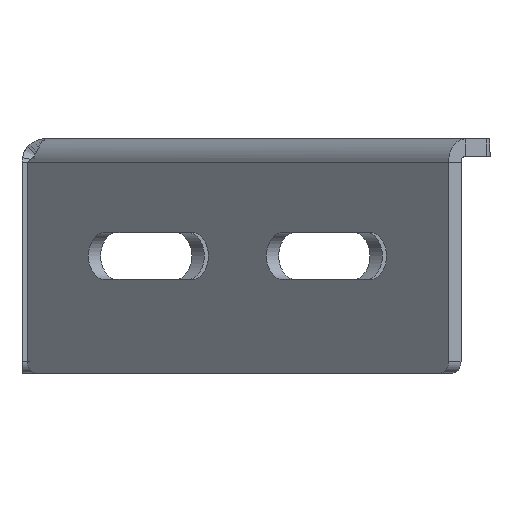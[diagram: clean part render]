
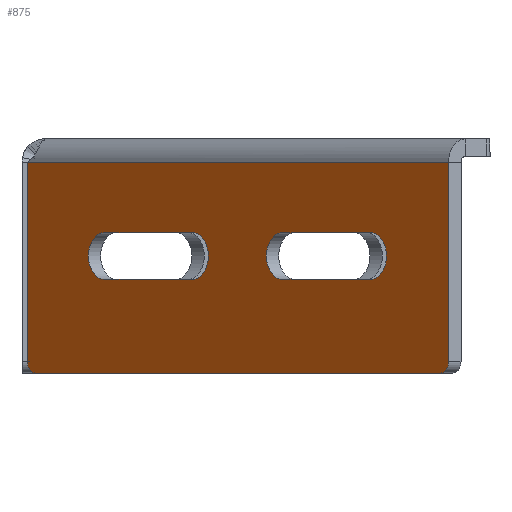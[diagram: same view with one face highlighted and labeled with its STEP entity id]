
A CAD part, front view. The second image highlights one B-rep face of the part: STEP entity #875.
In plain terms, the highlighted planar face has unit normal (-0.707, -0.707, 0).
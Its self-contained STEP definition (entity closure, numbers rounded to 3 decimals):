
#29 = CARTESIAN_POINT ( 'NONE',  ( -20.506, 6.364, -13. ) ) ;
#42 = CARTESIAN_POINT ( 'NONE',  ( -35.355, 21.213, -13. ) ) ;
#48 = VECTOR ( 'NONE', #1847, 1000. ) ;
#75 = ORIENTED_EDGE ( 'NONE', *, *, #2288, .T. ) ;
#97 = LINE ( 'NONE', #944, #48 ) ;
#108 = VECTOR ( 'NONE', #1526, 1000. ) ;
#168 = EDGE_CURVE ( 'NONE', #2406, #787, #2683, .T. ) ;
#200 = EDGE_CURVE ( 'NONE', #787, #819, #1279, .T. ) ;
#204 = DIRECTION ( 'NONE',  ( 0.707, -0.707, 0. ) ) ;
#205 = DIRECTION ( 'NONE',  ( -0.707, -0.707, 0. ) ) ;
#216 = CARTESIAN_POINT ( 'NONE',  ( -35.355, 21.213, -17. ) ) ;
#227 = CIRCLE ( 'NONE', #2473, 2. ) ;
#288 = EDGE_CURVE ( 'NONE', #819, #2373, #968, .T. ) ;
#335 = VECTOR ( 'NONE', #2407, 1000. ) ;
#377 = DIRECTION ( 'NONE',  ( -0.707, 0.707, 0. ) ) ;
#417 = CARTESIAN_POINT ( 'NONE',  ( -65.761, 51.619, -21. ) ) ;
#418 = CARTESIAN_POINT ( 'NONE',  ( -77.572, 63.43, -35. ) ) ;
#428 = CARTESIAN_POINT ( 'NONE',  ( -50.912, 36.77, -13. ) ) ;
#456 = ORIENTED_EDGE ( 'NONE', *, *, #2717, .F. ) ;
#542 = LINE ( 'NONE', #2486, #671 ) ;
#562 = VERTEX_POINT ( 'NONE', #2485 ) ;
#597 = CARTESIAN_POINT ( 'NONE',  ( -65.761, 51.619, -17. ) ) ;
#650 = FACE_OUTER_BOUND ( 'NONE', #889, .T. ) ;
#671 = VECTOR ( 'NONE', #1809, 1000. ) ;
#673 = CIRCLE ( 'NONE', #803, 4. ) ;
#682 = CARTESIAN_POINT ( 'NONE',  ( -35.355, 21.213, -13. ) ) ;
#728 = VECTOR ( 'NONE', #1899, 1000. ) ;
#734 = EDGE_CURVE ( 'NONE', #2633, #923, #673, .T. ) ;
#755 = DIRECTION ( 'NONE',  ( 0.707, -0.707, 0. ) ) ;
#787 = VERTEX_POINT ( 'NONE', #2330 ) ;
#803 = AXIS2_PLACEMENT_3D ( 'NONE', #1884, #205, #2524 ) ;
#811 = EDGE_CURVE ( 'NONE', #2532, #2183, #2375, .T. ) ;
#819 = VERTEX_POINT ( 'NONE', #2599 ) ;
#843 = CARTESIAN_POINT ( 'NONE',  ( -7.071, -7.071, 0. ) ) ;
#875 = ADVANCED_FACE ( 'NONE', ( #1713, #1873, #650 ), #1067, .F. ) ;
#881 = LINE ( 'NONE', #1316, #335 ) ;
#883 = CARTESIAN_POINT ( 'NONE',  ( -8.485, -5.657, -37. ) ) ;
#889 = EDGE_LOOP ( 'NONE', ( #1462, #943, #1864, #456, #1704, #2591, #75 ) ) ;
#891 = VERTEX_POINT ( 'NONE', #1885 ) ;
#923 = VERTEX_POINT ( 'NONE', #428 ) ;
#943 = ORIENTED_EDGE ( 'NONE', *, *, #1198, .T. ) ;
#944 = CARTESIAN_POINT ( 'NONE',  ( -7.071, -7.071, -37. ) ) ;
#967 = ORIENTED_EDGE ( 'NONE', *, *, #288, .F. ) ;
#968 = CIRCLE ( 'NONE', #2026, 4. ) ;
#1002 = CARTESIAN_POINT ( 'NONE',  ( -78.986, 64.844, -1. ) ) ;
#1045 = VERTEX_POINT ( 'NONE', #883 ) ;
#1061 = DIRECTION ( 'NONE',  ( 0.707, -0.707, 0. ) ) ;
#1067 = PLANE ( 'NONE',  #1649 ) ;
#1088 = CARTESIAN_POINT ( 'NONE',  ( -7.071, -7.071, -1. ) ) ;
#1198 = EDGE_CURVE ( 'NONE', #1045, #2532, #227, .T. ) ;
#1209 = ORIENTED_EDGE ( 'NONE', *, *, #734, .F. ) ;
#1212 = EDGE_CURVE ( 'NONE', #2609, #2702, #542, .T. ) ;
#1238 = CARTESIAN_POINT ( 'NONE',  ( -78.986, 64.844, -1.014 ) ) ;
#1241 = DIRECTION ( 'NONE',  ( -0.707, 0.707, 0. ) ) ;
#1279 = LINE ( 'NONE', #2370, #2547 ) ;
#1287 = CIRCLE ( 'NONE', #1641, 2. ) ;
#1316 = CARTESIAN_POINT ( 'NONE',  ( -7.071, -7.071, -1. ) ) ;
#1346 = CARTESIAN_POINT ( 'NONE',  ( -7.071, -7.071, 0. ) ) ;
#1357 = DIRECTION ( 'NONE',  ( -0.707, -0.707, 0. ) ) ;
#1360 = EDGE_CURVE ( 'NONE', #2373, #2406, #2304, .T. ) ;
#1427 = DIRECTION ( 'NONE',  ( -0.707, -0.707, 0. ) ) ;
#1458 = DIRECTION ( 'NONE',  ( -0.707, 0.707, 0. ) ) ;
#1462 = ORIENTED_EDGE ( 'NONE', *, *, #1968, .T. ) ;
#1493 = AXIS2_PLACEMENT_3D ( 'NONE', #216, #2150, #1061 ) ;
#1526 = DIRECTION ( 'NONE',  ( 0., 0., 1. ) ) ;
#1618 = CARTESIAN_POINT ( 'NONE',  ( -8.485, -5.657, -35. ) ) ;
#1641 = AXIS2_PLACEMENT_3D ( 'NONE', #418, #2515, #1458 ) ;
#1649 = AXIS2_PLACEMENT_3D ( 'NONE', #843, #2318, #1241 ) ;
#1666 = ORIENTED_EDGE ( 'NONE', *, *, #168, .F. ) ;
#1668 = CARTESIAN_POINT ( 'NONE',  ( -78.986, 64.844, -35. ) ) ;
#1704 = ORIENTED_EDGE ( 'NONE', *, *, #1212, .F. ) ;
#1713 = FACE_BOUND ( 'NONE', #1977, .T. ) ;
#1764 = VERTEX_POINT ( 'NONE', #1668 ) ;
#1766 = LINE ( 'NONE', #2320, #2616 ) ;
#1809 = DIRECTION ( 'NONE',  ( 0.653, -0.653, 0.383 ) ) ;
#1847 = DIRECTION ( 'NONE',  ( 0.707, -0.707, 0. ) ) ;
#1864 = ORIENTED_EDGE ( 'NONE', *, *, #811, .T. ) ;
#1873 = FACE_BOUND ( 'NONE', #2581, .T. ) ;
#1884 = CARTESIAN_POINT ( 'NONE',  ( -50.912, 36.77, -17. ) ) ;
#1885 = CARTESIAN_POINT ( 'NONE',  ( -65.761, 51.619, -21. ) ) ;
#1899 = DIRECTION ( 'NONE',  ( -0.707, 0.707, 0. ) ) ;
#1902 = DIRECTION ( 'NONE',  ( 0.707, -0.707, 0. ) ) ;
#1905 = ORIENTED_EDGE ( 'NONE', *, *, #2094, .F. ) ;
#1968 = EDGE_CURVE ( 'NONE', #2689, #1045, #97, .T. ) ;
#1977 = EDGE_LOOP ( 'NONE', ( #2165, #2084, #1905, #1209 ) ) ;
#1996 = CARTESIAN_POINT ( 'NONE',  ( -78.963, 64.821, -1. ) ) ;
#2001 = VECTOR ( 'NONE', #1902, 1000. ) ;
#2006 = ORIENTED_EDGE ( 'NONE', *, *, #200, .F. ) ;
#2026 = AXIS2_PLACEMENT_3D ( 'NONE', #2220, #1357, #755 ) ;
#2033 = EDGE_CURVE ( 'NONE', #2609, #1764, #2685, .T. ) ;
#2047 = EDGE_CURVE ( 'NONE', #891, #2633, #2103, .T. ) ;
#2084 = ORIENTED_EDGE ( 'NONE', *, *, #2545, .F. ) ;
#2094 = EDGE_CURVE ( 'NONE', #923, #562, #1766, .T. ) ;
#2103 = LINE ( 'NONE', #417, #2001 ) ;
#2150 = DIRECTION ( 'NONE',  ( -0.707, -0.707, 0. ) ) ;
#2165 = ORIENTED_EDGE ( 'NONE', *, *, #2047, .F. ) ;
#2183 = VERTEX_POINT ( 'NONE', #1088 ) ;
#2220 = CARTESIAN_POINT ( 'NONE',  ( -20.506, 6.364, -17. ) ) ;
#2288 = EDGE_CURVE ( 'NONE', #1764, #2689, #1287, .T. ) ;
#2304 = LINE ( 'NONE', #682, #728 ) ;
#2305 = DIRECTION ( 'NONE',  ( 0., 0., -1. ) ) ;
#2315 = CARTESIAN_POINT ( 'NONE',  ( -77.572, 63.43, -37. ) ) ;
#2318 = DIRECTION ( 'NONE',  ( 0.707, 0.707, 0. ) ) ;
#2320 = CARTESIAN_POINT ( 'NONE',  ( -65.761, 51.619, -13. ) ) ;
#2330 = CARTESIAN_POINT ( 'NONE',  ( -35.355, 21.213, -21. ) ) ;
#2334 = DIRECTION ( 'NONE',  ( -0.707, 0.707, 0. ) ) ;
#2370 = CARTESIAN_POINT ( 'NONE',  ( -35.355, 21.213, -21. ) ) ;
#2373 = VERTEX_POINT ( 'NONE', #29 ) ;
#2375 = LINE ( 'NONE', #1346, #108 ) ;
#2406 = VERTEX_POINT ( 'NONE', #42 ) ;
#2407 = DIRECTION ( 'NONE',  ( 0.707, -0.707, 0. ) ) ;
#2445 = DIRECTION ( 'NONE',  ( -0.707, -0.707, 0. ) ) ;
#2454 = CARTESIAN_POINT ( 'NONE',  ( -7.071, -7.071, -35. ) ) ;
#2473 = AXIS2_PLACEMENT_3D ( 'NONE', #1618, #2445, #377 ) ;
#2485 = CARTESIAN_POINT ( 'NONE',  ( -65.761, 51.619, -13. ) ) ;
#2486 = CARTESIAN_POINT ( 'NONE',  ( -17.349, 3.207, 35.092 ) ) ;
#2515 = DIRECTION ( 'NONE',  ( -0.707, -0.707, 0. ) ) ;
#2524 = DIRECTION ( 'NONE',  ( 0.707, -0.707, 0. ) ) ;
#2532 = VERTEX_POINT ( 'NONE', #2454 ) ;
#2534 = AXIS2_PLACEMENT_3D ( 'NONE', #597, #1427, #204 ) ;
#2545 = EDGE_CURVE ( 'NONE', #562, #891, #2715, .T. ) ;
#2547 = VECTOR ( 'NONE', #2549, 1000. ) ;
#2549 = DIRECTION ( 'NONE',  ( 0.707, -0.707, 0. ) ) ;
#2553 = CARTESIAN_POINT ( 'NONE',  ( -50.912, 36.77, -21. ) ) ;
#2566 = ORIENTED_EDGE ( 'NONE', *, *, #1360, .F. ) ;
#2581 = EDGE_LOOP ( 'NONE', ( #2006, #1666, #2566, #967 ) ) ;
#2591 = ORIENTED_EDGE ( 'NONE', *, *, #2033, .T. ) ;
#2599 = CARTESIAN_POINT ( 'NONE',  ( -20.506, 6.364, -21. ) ) ;
#2609 = VERTEX_POINT ( 'NONE', #1238 ) ;
#2616 = VECTOR ( 'NONE', #2334, 1000. ) ;
#2633 = VERTEX_POINT ( 'NONE', #2553 ) ;
#2683 = CIRCLE ( 'NONE', #1493, 4. ) ;
#2685 = LINE ( 'NONE', #1002, #2698 ) ;
#2689 = VERTEX_POINT ( 'NONE', #2315 ) ;
#2698 = VECTOR ( 'NONE', #2305, 1000. ) ;
#2702 = VERTEX_POINT ( 'NONE', #1996 ) ;
#2715 = CIRCLE ( 'NONE', #2534, 4. ) ;
#2717 = EDGE_CURVE ( 'NONE', #2702, #2183, #881, .T. ) ;
